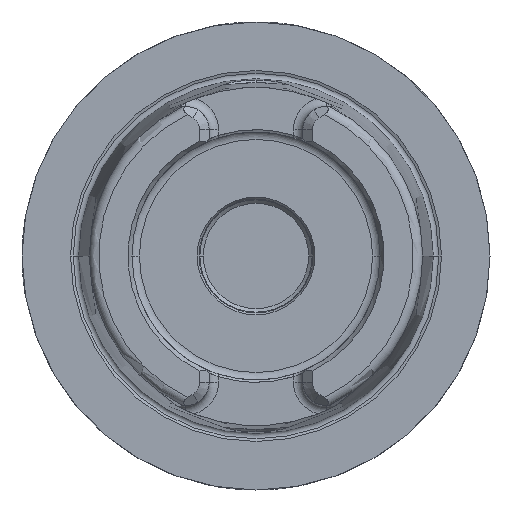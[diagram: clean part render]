
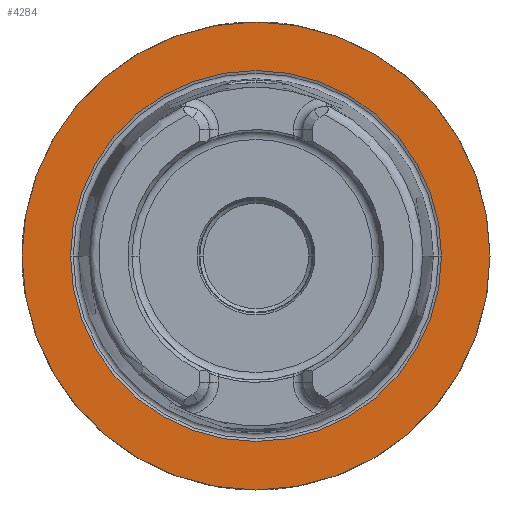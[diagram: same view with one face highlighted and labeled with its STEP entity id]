
A CAD part, left-side view. The second image highlights one B-rep face of the part: STEP entity #4284.
In plain terms, the highlighted planar face has unit normal (-1, 0, 0).
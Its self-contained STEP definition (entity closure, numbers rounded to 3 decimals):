
#905=CARTESIAN_POINT('',(0.,0.,0.));
#906=DIRECTION('',(1.,0.,0.));
#907=DIRECTION('',(0.,1.,0.));
#908=AXIS2_PLACEMENT_3D('',#905,#906,#907);
#910=CARTESIAN_POINT('',(0.,0.,0.));
#911=DIRECTION('',(-1.,0.,0.));
#912=DIRECTION('',(0.,1.,0.));
#913=AXIS2_PLACEMENT_3D('',#910,#911,#912);
#915=CARTESIAN_POINT('',(0.,0.,0.));
#916=DIRECTION('',(-1.,0.,0.));
#917=DIRECTION('',(0.,-1.,0.));
#918=AXIS2_PLACEMENT_3D('',#915,#916,#917);
#920=CARTESIAN_POINT('',(0.,0.,0.));
#921=DIRECTION('',(-1.,0.,0.));
#922=DIRECTION('',(0.,1.,0.));
#923=AXIS2_PLACEMENT_3D('',#920,#921,#922);
#2839=CARTESIAN_POINT('',(0.,50.,0.));
#2840=CARTESIAN_POINT('',(0.,-50.,0.));
#2841=VERTEX_POINT('',#2839);
#2842=VERTEX_POINT('',#2840);
#2867=CARTESIAN_POINT('',(0.,-39.632,0.));
#2868=VERTEX_POINT('',#2867);
#2869=CARTESIAN_POINT('',(0.,39.632,0.));
#2870=VERTEX_POINT('',#2869);
#4269=CARTESIAN_POINT('',(0.,0.,0.));
#4270=DIRECTION('',(1.,0.,0.));
#4271=DIRECTION('',(0.,-1.,0.));
#4272=AXIS2_PLACEMENT_3D('',#4269,#4270,#4271);
#4273=PLANE('',#4272);
#4275=ORIENTED_EDGE('',*,*,#4274,.T.);
#4277=ORIENTED_EDGE('',*,*,#4276,.F.);
#4278=EDGE_LOOP('',(#4275,#4277));
#4279=FACE_OUTER_BOUND('',#4278,.F.);
#4280=ORIENTED_EDGE('',*,*,#4264,.T.);
#4281=ORIENTED_EDGE('',*,*,#4248,.T.);
#4282=EDGE_LOOP('',(#4280,#4281));
#4283=FACE_BOUND('',#4282,.F.);
#4284=ADVANCED_FACE('',(#4279,#4283),#4273,.F.);
#909=CIRCLE('',#908,50.);
#914=CIRCLE('',#913,50.);
#919=CIRCLE('',#918,39.632);
#924=CIRCLE('',#923,39.632);
#4248=EDGE_CURVE('',#2870,#2868,#924,.T.);
#4264=EDGE_CURVE('',#2868,#2870,#919,.T.);
#4274=EDGE_CURVE('',#2841,#2842,#909,.T.);
#4276=EDGE_CURVE('',#2841,#2842,#914,.T.);
